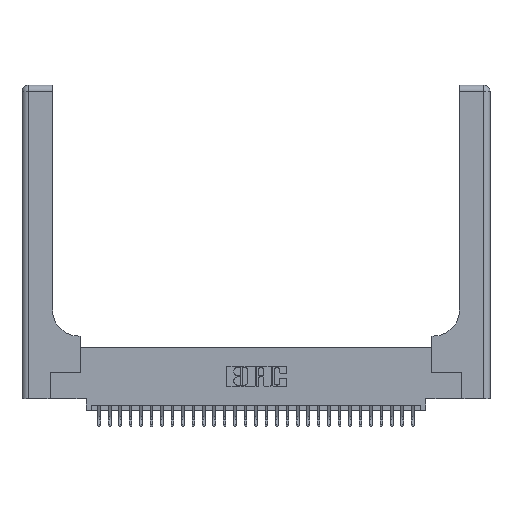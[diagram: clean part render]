
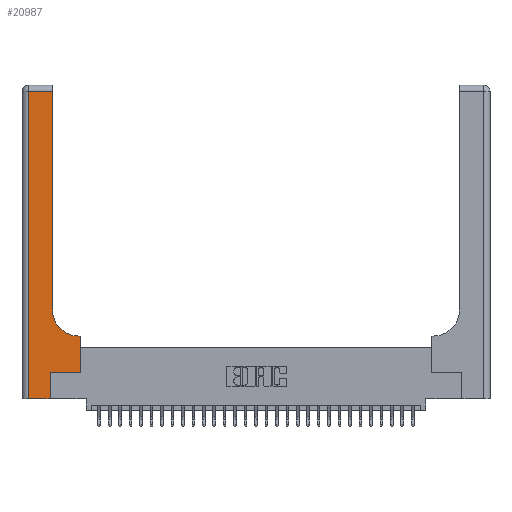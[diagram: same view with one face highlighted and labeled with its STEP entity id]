
A CAD part, top view. The second image highlights one B-rep face of the part: STEP entity #20987.
In plain terms, the highlighted planar face has unit normal (0, 0, 1).
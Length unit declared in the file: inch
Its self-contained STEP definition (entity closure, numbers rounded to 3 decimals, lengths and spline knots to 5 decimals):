
#413 = CARTESIAN_POINT ( 'NONE',  ( 0., 3., 0.37 ) ) ;
#583 = VECTOR ( 'NONE', #29453, 39.37008 ) ;
#743 = VECTOR ( 'NONE', #2723, 39.37008 ) ;
#1112 = DIRECTION ( 'NONE',  ( 1., 0., 0. ) ) ;
#1119 = DIRECTION ( 'NONE',  ( 0., 1., 0. ) ) ;
#1439 = VERTEX_POINT ( 'NONE', #29020 ) ;
#1470 = CARTESIAN_POINT ( 'NONE',  ( 0.5585, 0.25, 0.37 ) ) ;
#2723 = DIRECTION ( 'NONE',  ( -1., 0., 0. ) ) ;
#2772 = DIRECTION ( 'NONE',  ( 0., 1., 0. ) ) ;
#3077 = ORIENTED_EDGE ( 'NONE', *, *, #16080, .T. ) ;
#3324 = ORIENTED_EDGE ( 'NONE', *, *, #24478, .T. ) ;
#3385 = LINE ( 'NONE', #19831, #743 ) ;
#3647 = CARTESIAN_POINT ( 'NONE',  ( 0.269, 0.25, 0.37 ) ) ;
#3918 = VERTEX_POINT ( 'NONE', #16611 ) ;
#4709 = LINE ( 'NONE', #19480, #583 ) ;
#6209 = EDGE_CURVE ( 'NONE', #17718, #1439, #13846, .T. ) ;
#6673 = ORIENTED_EDGE ( 'NONE', *, *, #25548, .T. ) ;
#7129 = EDGE_CURVE ( 'NONE', #18074, #19361, #4709, .T. ) ;
#7179 = PLANE ( 'NONE',  #15066 ) ;
#7850 = EDGE_CURVE ( 'NONE', #19361, #27478, #24379, .T. ) ;
#8106 = VECTOR ( 'NONE', #16172, 39.37008 ) ;
#8788 = LINE ( 'NONE', #26240, #30702 ) ;
#9803 = LINE ( 'NONE', #22799, #29896 ) ;
#9925 = DIRECTION ( 'NONE',  ( 0., 0., -1. ) ) ;
#9978 = CARTESIAN_POINT ( 'NONE',  ( 0.06, 3., 0.37 ) ) ;
#10879 = DIRECTION ( 'NONE',  ( 0., 0., -1. ) ) ;
#11188 = EDGE_CURVE ( 'NONE', #27478, #3918, #3385, .T. ) ;
#11341 = LINE ( 'NONE', #9978, #21562 ) ;
#11479 = CARTESIAN_POINT ( 'NONE',  ( 0.5585, 0.6, 0.37 ) ) ;
#12229 = CARTESIAN_POINT ( 'NONE',  ( 0.06, 2.94, 0.37 ) ) ;
#12347 = VECTOR ( 'NONE', #1112, 39.37008 ) ;
#12617 = DIRECTION ( 'NONE',  ( 0., -1., 0. ) ) ;
#12932 = ORIENTED_EDGE ( 'NONE', *, *, #7850, .T. ) ;
#13617 = CIRCLE ( 'NONE', #20213, 0.25 ) ;
#13846 = LINE ( 'NONE', #20438, #12347 ) ;
#14001 = VERTEX_POINT ( 'NONE', #21716 ) ;
#15066 = AXIS2_PLACEMENT_3D ( 'NONE', #413, #9925, #29085 ) ;
#15380 = VERTEX_POINT ( 'NONE', #21746 ) ;
#16080 = EDGE_CURVE ( 'NONE', #19327, #17718, #11341, .T. ) ;
#16172 = DIRECTION ( 'NONE',  ( -1., 0., 0. ) ) ;
#16611 = CARTESIAN_POINT ( 'NONE',  ( 0.5415, 0.6, 0.37 ) ) ;
#17718 = VERTEX_POINT ( 'NONE', #26393 ) ;
#18074 = VERTEX_POINT ( 'NONE', #3647 ) ;
#19207 = DIRECTION ( 'NONE',  ( 0., 1., 0. ) ) ;
#19327 = VERTEX_POINT ( 'NONE', #12229 ) ;
#19361 = VERTEX_POINT ( 'NONE', #1470 ) ;
#19480 = CARTESIAN_POINT ( 'NONE',  ( 0.269, 0.25, 0.37 ) ) ;
#19771 = CARTESIAN_POINT ( 'NONE',  ( 0.5585, 0.25, 0.37 ) ) ;
#19831 = CARTESIAN_POINT ( 'NONE',  ( 0.2915, 0.6, 0.37 ) ) ;
#19860 = LINE ( 'NONE', #31029, #8106 ) ;
#20000 = EDGE_CURVE ( 'NONE', #1439, #18074, #9803, .T. ) ;
#20213 = AXIS2_PLACEMENT_3D ( 'NONE', #30266, #10879, #20615 ) ;
#20438 = CARTESIAN_POINT ( 'NONE',  ( 0., 0., 0.37 ) ) ;
#20615 = DIRECTION ( 'NONE',  ( 1., 0., 0. ) ) ;
#20987 = ADVANCED_FACE ( 'NONE', ( #27923 ), #7179, .F. ) ;
#21562 = VECTOR ( 'NONE', #12617, 39.37008 ) ;
#21716 = CARTESIAN_POINT ( 'NONE',  ( 0.2915, 0.85, 0.37 ) ) ;
#21746 = CARTESIAN_POINT ( 'NONE',  ( 0.2915, 2.94, 0.37 ) ) ;
#22762 = ORIENTED_EDGE ( 'NONE', *, *, #11188, .T. ) ;
#22799 = CARTESIAN_POINT ( 'NONE',  ( 0.269, 0., 0.37 ) ) ;
#24309 = ORIENTED_EDGE ( 'NONE', *, *, #6209, .T. ) ;
#24379 = LINE ( 'NONE', #19771, #30429 ) ;
#24478 = EDGE_CURVE ( 'NONE', #14001, #15380, #8788, .T. ) ;
#24585 = ORIENTED_EDGE ( 'NONE', *, *, #20000, .T. ) ;
#25548 = EDGE_CURVE ( 'NONE', #15380, #19327, #19860, .T. ) ;
#25952 = EDGE_CURVE ( 'NONE', #3918, #14001, #13617, .T. ) ;
#26240 = CARTESIAN_POINT ( 'NONE',  ( 0.2915, 3., 0.37 ) ) ;
#26393 = CARTESIAN_POINT ( 'NONE',  ( 0.06, 0., 0.37 ) ) ;
#27478 = VERTEX_POINT ( 'NONE', #11479 ) ;
#27712 = ORIENTED_EDGE ( 'NONE', *, *, #25952, .T. ) ;
#27923 = FACE_OUTER_BOUND ( 'NONE', #27960, .T. ) ;
#27960 = EDGE_LOOP ( 'NONE', ( #3324, #6673, #3077, #24309, #24585, #28857, #12932, #22762, #27712 ) ) ;
#28857 = ORIENTED_EDGE ( 'NONE', *, *, #7129, .T. ) ;
#29020 = CARTESIAN_POINT ( 'NONE',  ( 0.269, 0., 0.37 ) ) ;
#29085 = DIRECTION ( 'NONE',  ( -1., 0., 0. ) ) ;
#29453 = DIRECTION ( 'NONE',  ( 1., 0., 0. ) ) ;
#29896 = VECTOR ( 'NONE', #1119, 39.37008 ) ;
#30266 = CARTESIAN_POINT ( 'NONE',  ( 0.5415, 0.85, 0.37 ) ) ;
#30429 = VECTOR ( 'NONE', #2772, 39.37008 ) ;
#30702 = VECTOR ( 'NONE', #19207, 39.37008 ) ;
#31029 = CARTESIAN_POINT ( 'NONE',  ( 0., 2.94, 0.37 ) ) ;
